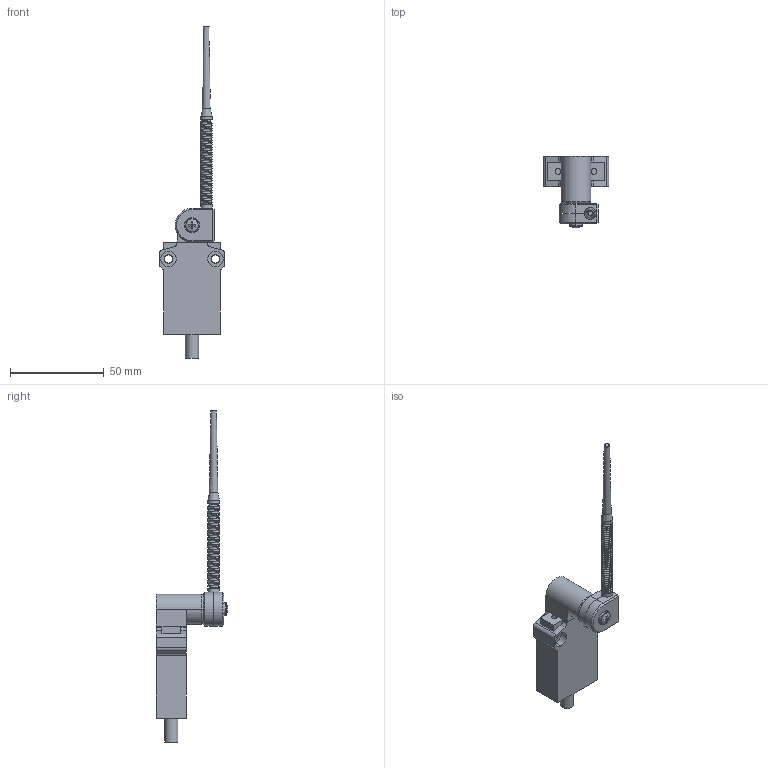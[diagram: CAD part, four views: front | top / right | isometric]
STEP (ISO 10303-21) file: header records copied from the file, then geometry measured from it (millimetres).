
FILE_DESCRIPTION (( 'STEP AP203' ), '1' );
FILE_NAME ('AEM2G61Z11-3_Default.step', '2022-04-01T15:32:46', ( 'Windows User' ), ( '' ), 'SwSTEP 2.0', 'SolidWorks 2021', '' );
FILE_SCHEMA (( 'CONFIG_CONTROL_DESIGN' ));
Length unit declared in the file: inch
Products named in the file (1): AEM2G61Z11-3_Default
Bounding box: 35 x 37.96 x 176.75 mm (x, y, z)
Volume: 33578.1 mm3; surface area: 14277.5 mm2
Topology: 4 solids, 4 shells, 199 faces, 506 edges, 328 vertices
Faces by surface type: plane 99, cylinder 83, bspline 9, torus 4, cone 4
Full cylindrical faces by diameter (mm): 3.556 x35, 5 x2, 6.096 x2, 7 x1, 8.128 x1
Entity records: 18380 total; most frequent: CARTESIAN_POINT 14511, DIRECTION 782, ORIENTED_EDGE 770, EDGE_CURVE 385, AXIS2_PLACEMENT_3D 276, VERTEX_POINT 253, LINE 230, VECTOR 230
